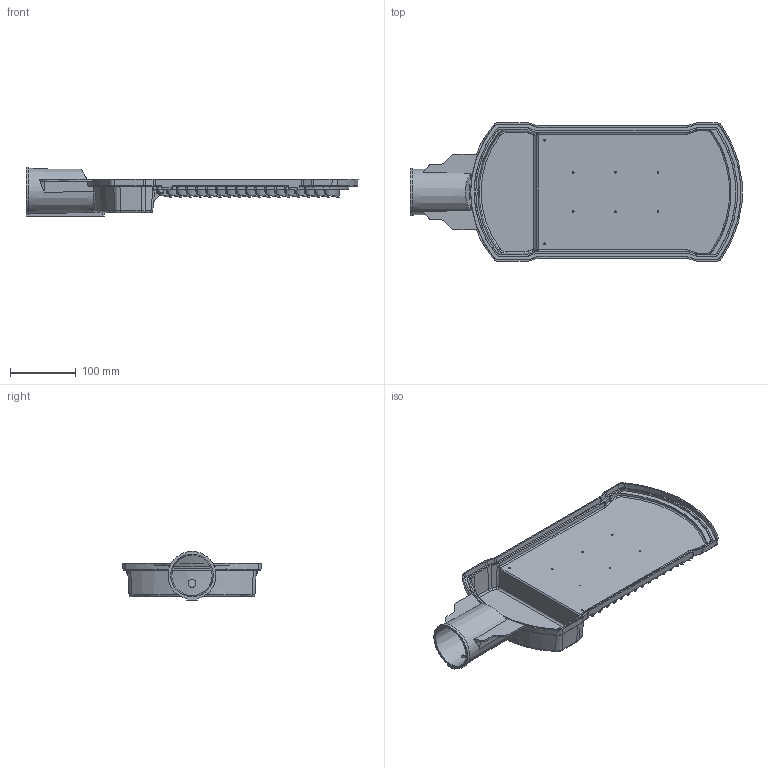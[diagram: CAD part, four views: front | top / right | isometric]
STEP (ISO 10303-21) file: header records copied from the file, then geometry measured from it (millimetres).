
FILE_DESCRIPTION(/* description */ (''),/* implementation_level */ '2;1');
FILE_NAME(/* name */ 'ds-19-3-19-M3-2.stp',/* time_stamp */ '2019-03-29T20:37:16+08:00',/* author */ (''),/* organization */ (''),/* preprocessor_version */ 'ST-DEVELOPER v16.7',/* originating_system */ 'SIEMENS PLM Software NX 1855',/* authorisation */ '');
FILE_SCHEMA (('AP203_CONFIGURATION_CONTROLLED_3D_DESIGN_OF_MECHANICAL_PARTS_AND_ASSEMBLIES_MIM_LF { 1 0 10303 403 2 1 2}'));
Products named in the file (1): HZK-336078764k1m
Bounding box: 505.33 x 211 x 75 mm (x, y, z)
Volume: 441310.5 mm3; surface area: 339525.2 mm2
Topology: 1 solids, 1 shells, 952 faces, 2501 edges, 1563 vertices
Faces by surface type: bspline 420, cylinder 260, plane 218, cone 33, torus 21
Full cylindrical faces by diameter (mm): 2.5 x8, 7 x2, 12 x1
Entity records: 50840 total; most frequent: CARTESIAN_POINT 30600, ORIENTED_EDGE 4952, DIRECTION 3208, EDGE_CURVE 2476, VERTEX_POINT 1556, AXIS2_PLACEMENT_3D 1278, B_SPLINE_CURVE_WITH_KNOTS 1079, EDGE_LOOP 988
